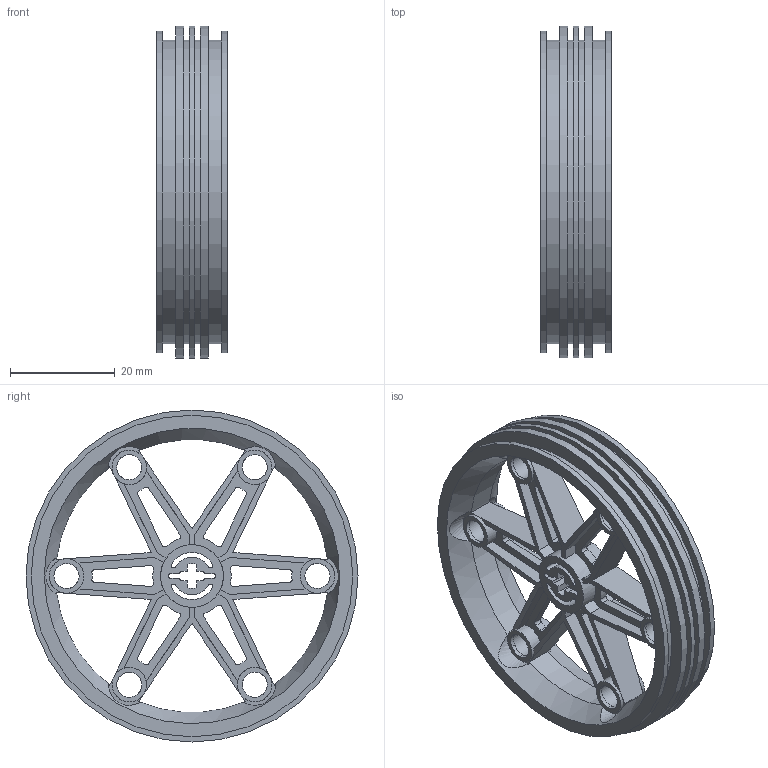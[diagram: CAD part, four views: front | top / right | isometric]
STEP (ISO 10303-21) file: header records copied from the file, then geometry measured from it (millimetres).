
FILE_DESCRIPTION((''),'2;1');
FILE_NAME('Wheel 2903.stp','2015-06-22T12:29:24',('RChave01'),(''),'Autodesk Inventor 11','Autodesk Inventor 11','');
FILE_SCHEMA(('AUTOMOTIVE_DESIGN { 1 0 10303 214 1 1 1 1 }'));
Length unit declared in the file: millimetre
Products named in the file (1): Wheel 2903
Bounding box: 13.5 x 63.5 x 63.5 mm (x, y, z)
Volume: 10799.1 mm3; surface area: 15028.3 mm2
Topology: 1 solids, 1 shells, 269 faces, 745 edges, 476 vertices
Faces by surface type: bspline 90, plane 84, cylinder 82, cone 13
Full cylindrical faces by diameter (mm): 4.8 x6, 6.6 x6, 12 x1, 58.1 x2, 61.5 x1, 63.5 x2
Entity records: 13177 total; most frequent: CARTESIAN_POINT 7054, ORIENTED_EDGE 1400, DIRECTION 1066, EDGE_CURVE 700, VERTEX_POINT 462, AXIS2_PLACEMENT_3D 390, EDGE_LOOP 340, VECTOR 286
